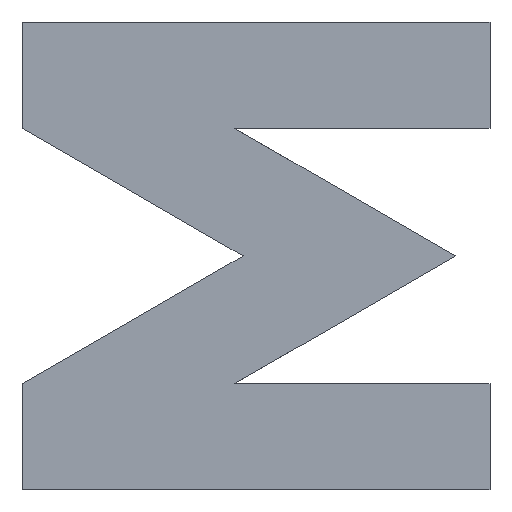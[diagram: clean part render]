
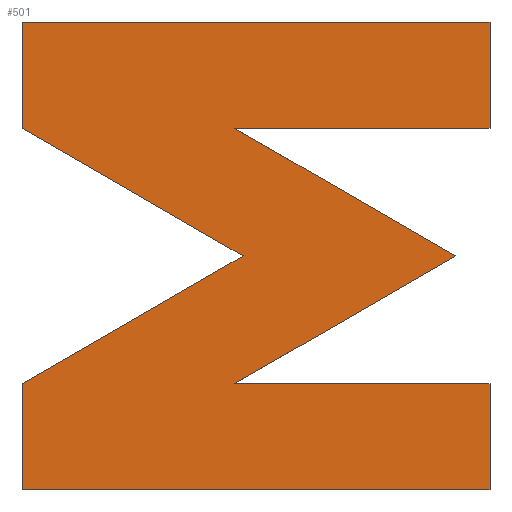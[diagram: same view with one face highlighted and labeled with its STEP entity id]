
A CAD part, left-side view. The second image highlights one B-rep face of the part: STEP entity #501.
In plain terms, the highlighted planar face has unit normal (-1, 0.004, 0).
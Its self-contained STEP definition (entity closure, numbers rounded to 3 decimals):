
#15=FACE_OUTER_BOUND('',#50,.T.);
#50=EDGE_LOOP('',(#328,#329,#330,#331,#332,#333,#334,#335,#336,#337,#338,
#339,#340,#341,#342,#343,#344,#345,#346,#347,#348,#349,#350,#351));
#85=LINE('',#718,#154);
#86=LINE('',#720,#155);
#87=LINE('',#722,#156);
#88=LINE('',#724,#157);
#89=LINE('',#726,#158);
#90=LINE('',#728,#159);
#91=LINE('',#730,#160);
#92=LINE('',#732,#161);
#93=LINE('',#734,#162);
#94=LINE('',#736,#163);
#95=LINE('',#738,#164);
#96=LINE('',#740,#165);
#97=LINE('',#742,#166);
#98=LINE('',#744,#167);
#99=LINE('',#746,#168);
#100=LINE('',#748,#169);
#101=LINE('',#750,#170);
#102=LINE('',#752,#171);
#103=LINE('',#754,#172);
#104=LINE('',#756,#173);
#105=LINE('',#758,#174);
#106=LINE('',#760,#175);
#107=LINE('',#762,#176);
#108=LINE('',#763,#177);
#154=VECTOR('',#577,10.);
#155=VECTOR('',#578,10.);
#156=VECTOR('',#579,10.);
#157=VECTOR('',#580,10.);
#158=VECTOR('',#581,10.);
#159=VECTOR('',#582,10.);
#160=VECTOR('',#583,10.);
#161=VECTOR('',#584,10.);
#162=VECTOR('',#585,10.);
#163=VECTOR('',#586,10.);
#164=VECTOR('',#587,10.);
#165=VECTOR('',#588,10.);
#166=VECTOR('',#589,10.);
#167=VECTOR('',#590,10.);
#168=VECTOR('',#591,10.);
#169=VECTOR('',#592,10.);
#170=VECTOR('',#593,10.);
#171=VECTOR('',#594,10.);
#172=VECTOR('',#595,10.);
#173=VECTOR('',#596,10.);
#174=VECTOR('',#597,10.);
#175=VECTOR('',#598,10.);
#176=VECTOR('',#599,10.);
#177=VECTOR('',#600,10.);
#223=VERTEX_POINT('',#716);
#224=VERTEX_POINT('',#717);
#225=VERTEX_POINT('',#719);
#226=VERTEX_POINT('',#721);
#227=VERTEX_POINT('',#723);
#228=VERTEX_POINT('',#725);
#229=VERTEX_POINT('',#727);
#230=VERTEX_POINT('',#729);
#231=VERTEX_POINT('',#731);
#232=VERTEX_POINT('',#733);
#233=VERTEX_POINT('',#735);
#234=VERTEX_POINT('',#737);
#235=VERTEX_POINT('',#739);
#236=VERTEX_POINT('',#741);
#237=VERTEX_POINT('',#743);
#238=VERTEX_POINT('',#745);
#239=VERTEX_POINT('',#747);
#240=VERTEX_POINT('',#749);
#241=VERTEX_POINT('',#751);
#242=VERTEX_POINT('',#753);
#243=VERTEX_POINT('',#755);
#244=VERTEX_POINT('',#757);
#245=VERTEX_POINT('',#759);
#246=VERTEX_POINT('',#761);
#259=EDGE_CURVE('',#223,#224,#85,.T.);
#260=EDGE_CURVE('',#225,#223,#86,.T.);
#261=EDGE_CURVE('',#226,#225,#87,.T.);
#262=EDGE_CURVE('',#227,#226,#88,.T.);
#263=EDGE_CURVE('',#228,#227,#89,.T.);
#264=EDGE_CURVE('',#229,#228,#90,.T.);
#265=EDGE_CURVE('',#230,#229,#91,.T.);
#266=EDGE_CURVE('',#231,#230,#92,.T.);
#267=EDGE_CURVE('',#232,#231,#93,.T.);
#268=EDGE_CURVE('',#233,#232,#94,.T.);
#269=EDGE_CURVE('',#234,#233,#95,.T.);
#270=EDGE_CURVE('',#235,#234,#96,.T.);
#271=EDGE_CURVE('',#236,#235,#97,.T.);
#272=EDGE_CURVE('',#237,#236,#98,.T.);
#273=EDGE_CURVE('',#238,#237,#99,.T.);
#274=EDGE_CURVE('',#239,#238,#100,.T.);
#275=EDGE_CURVE('',#240,#239,#101,.T.);
#276=EDGE_CURVE('',#241,#240,#102,.T.);
#277=EDGE_CURVE('',#242,#241,#103,.T.);
#278=EDGE_CURVE('',#243,#242,#104,.T.);
#279=EDGE_CURVE('',#244,#243,#105,.T.);
#280=EDGE_CURVE('',#245,#244,#106,.T.);
#281=EDGE_CURVE('',#246,#245,#107,.T.);
#282=EDGE_CURVE('',#224,#246,#108,.T.);
#328=ORIENTED_EDGE('',*,*,#259,.F.);
#329=ORIENTED_EDGE('',*,*,#260,.F.);
#330=ORIENTED_EDGE('',*,*,#261,.F.);
#331=ORIENTED_EDGE('',*,*,#262,.F.);
#332=ORIENTED_EDGE('',*,*,#263,.F.);
#333=ORIENTED_EDGE('',*,*,#264,.F.);
#334=ORIENTED_EDGE('',*,*,#265,.F.);
#335=ORIENTED_EDGE('',*,*,#266,.F.);
#336=ORIENTED_EDGE('',*,*,#267,.F.);
#337=ORIENTED_EDGE('',*,*,#268,.F.);
#338=ORIENTED_EDGE('',*,*,#269,.F.);
#339=ORIENTED_EDGE('',*,*,#270,.F.);
#340=ORIENTED_EDGE('',*,*,#271,.F.);
#341=ORIENTED_EDGE('',*,*,#272,.F.);
#342=ORIENTED_EDGE('',*,*,#273,.F.);
#343=ORIENTED_EDGE('',*,*,#274,.F.);
#344=ORIENTED_EDGE('',*,*,#275,.F.);
#345=ORIENTED_EDGE('',*,*,#276,.F.);
#346=ORIENTED_EDGE('',*,*,#277,.F.);
#347=ORIENTED_EDGE('',*,*,#278,.F.);
#348=ORIENTED_EDGE('',*,*,#279,.F.);
#349=ORIENTED_EDGE('',*,*,#280,.F.);
#350=ORIENTED_EDGE('',*,*,#281,.F.);
#351=ORIENTED_EDGE('',*,*,#282,.F.);
#466=PLANE('',#538);
#501=ADVANCED_FACE('',(#15),#466,.F.);
#538=AXIS2_PLACEMENT_3D('',#715,#575,#576);
#575=DIRECTION('center_axis',(1.,-0.004,0.));
#576=DIRECTION('ref_axis',(0.,0.,1.));
#577=DIRECTION('',(0.004,1.,0.));
#578=DIRECTION('',(0.004,1.,0.));
#579=DIRECTION('',(0.,0.,-1.));
#580=DIRECTION('',(0.,0.,-1.));
#581=DIRECTION('',(-0.004,-1.,0.));
#582=DIRECTION('',(-0.004,-1.,0.));
#583=DIRECTION('',(0.004,0.866,-0.5));
#584=DIRECTION('',(0.004,0.866,-0.5));
#585=DIRECTION('',(-0.004,-0.866,-0.5));
#586=DIRECTION('',(-0.004,-0.866,-0.5));
#587=DIRECTION('',(0.004,1.,0.));
#588=DIRECTION('',(0.004,1.,0.));
#589=DIRECTION('',(0.,0.,-1.));
#590=DIRECTION('',(0.,0.,-1.));
#591=DIRECTION('',(-0.004,-1.,0.));
#592=DIRECTION('',(-0.004,-1.,0.));
#593=DIRECTION('',(0.,0.,1.));
#594=DIRECTION('',(0.,0.,1.));
#595=DIRECTION('',(0.004,0.866,0.5));
#596=DIRECTION('',(0.004,0.866,0.5));
#597=DIRECTION('',(-0.004,-0.866,0.5));
#598=DIRECTION('',(-0.004,-0.866,0.5));
#599=DIRECTION('',(0.,0.,1.));
#600=DIRECTION('',(0.,0.,1.));
#715=CARTESIAN_POINT('Origin',(73.502,112.736,64.514));
#716=CARTESIAN_POINT('',(73.504,113.576,53.925));
#717=CARTESIAN_POINT('',(73.556,125.813,53.925));
#718=CARTESIAN_POINT('',(73.477,106.969,53.925));
#719=CARTESIAN_POINT('',(73.453,101.176,53.925));
#720=CARTESIAN_POINT('',(73.528,119.262,53.925));
#721=CARTESIAN_POINT('',(73.453,101.176,56.682));
#722=CARTESIAN_POINT('',(73.453,101.176,62.019));
#723=CARTESIAN_POINT('',(73.453,101.176,59.524));
#724=CARTESIAN_POINT('',(73.453,101.176,59.219));
#725=CARTESIAN_POINT('',(73.482,107.965,59.524));
#726=CARTESIAN_POINT('',(73.477,106.969,59.524));
#727=CARTESIAN_POINT('',(73.509,114.614,59.524));
#728=CARTESIAN_POINT('',(73.505,113.662,59.524));
#729=CARTESIAN_POINT('',(73.485,108.852,62.851));
#730=CARTESIAN_POINT('',(73.478,107.02,63.908));
#731=CARTESIAN_POINT('',(73.461,102.976,66.243));
#732=CARTESIAN_POINT('',(73.502,112.82,60.56));
#733=CARTESIAN_POINT('',(73.486,108.851,69.635));
#734=CARTESIAN_POINT('',(73.475,106.272,68.145));
#735=CARTESIAN_POINT('',(73.51,114.614,72.962));
#736=CARTESIAN_POINT('',(73.5,112.071,71.494));
#737=CARTESIAN_POINT('',(73.483,107.964,72.962));
#738=CARTESIAN_POINT('',(73.478,106.969,72.962));
#739=CARTESIAN_POINT('',(73.454,101.176,72.962));
#740=CARTESIAN_POINT('',(73.506,113.662,72.962));
#741=CARTESIAN_POINT('',(73.454,101.176,75.72));
#742=CARTESIAN_POINT('',(73.454,101.176,71.538));
#743=CARTESIAN_POINT('',(73.455,101.176,78.561));
#744=CARTESIAN_POINT('',(73.454,101.176,68.738));
#745=CARTESIAN_POINT('',(73.506,113.572,78.561));
#746=CARTESIAN_POINT('',(73.479,106.969,78.561));
#747=CARTESIAN_POINT('',(73.557,125.813,78.561));
#748=CARTESIAN_POINT('',(73.53,119.262,78.561));
#749=CARTESIAN_POINT('',(73.557,125.813,75.756));
#750=CARTESIAN_POINT('',(73.557,125.813,68.738));
#751=CARTESIAN_POINT('',(73.557,125.813,72.962));
#752=CARTESIAN_POINT('',(73.557,125.813,71.537));
#753=CARTESIAN_POINT('',(73.533,120.006,69.609));
#754=CARTESIAN_POINT('',(73.504,113.271,65.721));
#755=CARTESIAN_POINT('',(73.508,114.175,66.243));
#756=CARTESIAN_POINT('',(73.529,119.07,69.069));
#757=CARTESIAN_POINT('',(73.532,120.006,62.876));
#758=CARTESIAN_POINT('',(73.507,114.019,66.333));
#759=CARTESIAN_POINT('',(73.556,125.813,59.524));
#760=CARTESIAN_POINT('',(73.531,119.819,62.984));
#761=CARTESIAN_POINT('',(73.556,125.813,56.72));
#762=CARTESIAN_POINT('',(73.556,125.813,59.219));
#763=CARTESIAN_POINT('',(73.556,125.813,62.019));
